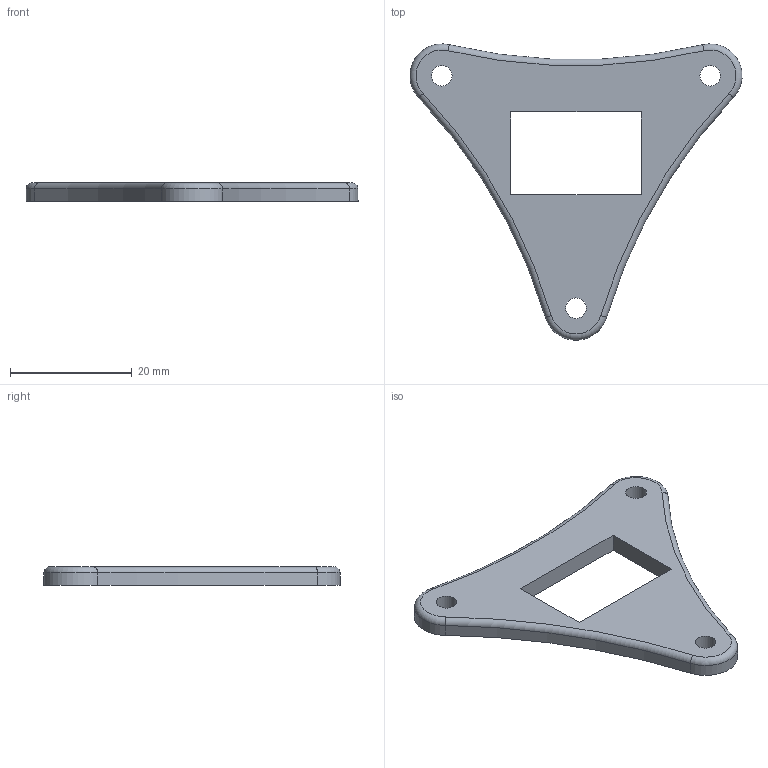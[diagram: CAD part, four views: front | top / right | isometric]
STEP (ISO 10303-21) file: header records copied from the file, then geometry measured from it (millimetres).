
FILE_DESCRIPTION(('FreeCAD Model'),'2;1');
FILE_NAME('CounterPlate.step', '2020-08-11T20:07:00',(''),(''),'Open CASCADE STEP processor 7.3', 'FreeCAD','Unknown');
FILE_SCHEMA(('CONFIG_CONTROL_DESIGN','SHAPE_APPEARANCE_LAYER_MIM'));
Length unit declared in the file: millimetre
Products named in the file (1): CounterPlate
Bounding box: 54.64 x 48.72 x 3 mm (x, y, z)
Volume: 3215.9 mm3; surface area: 2902.4 mm2
Topology: 1 solids, 1 shells, 21 faces, 51 edges, 32 vertices
Faces by surface type: cylinder 9, torus 6, plane 6
Full cylindrical faces by diameter (mm): 3.4 x3
Entity records: 694 total; most frequent: DIRECTION 125, CARTESIAN_POINT 105, ORIENTED_EDGE 102, AXIS2_PLACEMENT_3D 52, EDGE_CURVE 51, VERTEX_POINT 32, CIRCLE 30, FACE_BOUND 29
